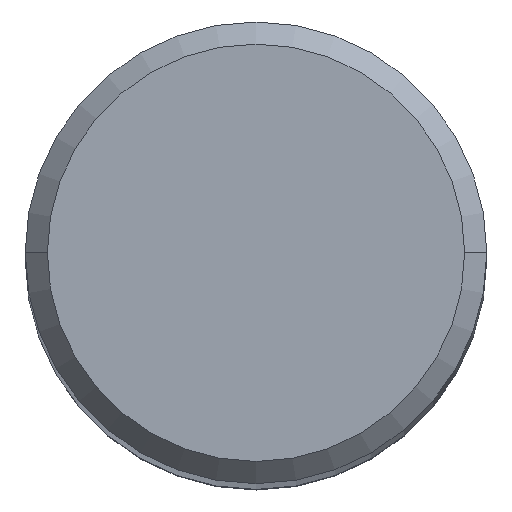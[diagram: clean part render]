
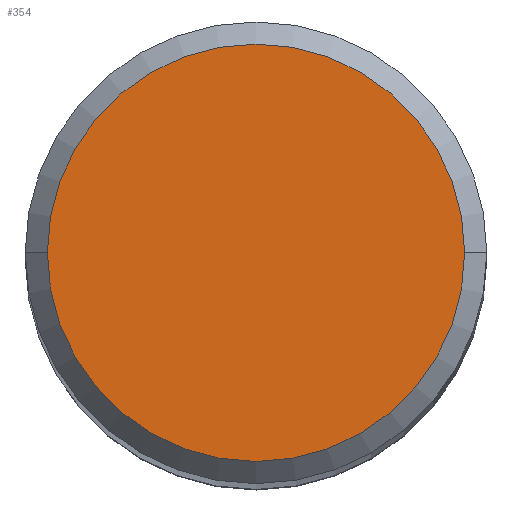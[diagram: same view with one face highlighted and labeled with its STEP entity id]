
A CAD part, top view. The second image highlights one B-rep face of the part: STEP entity #354.
In plain terms, the highlighted planar face has unit normal (0, 0, 1).
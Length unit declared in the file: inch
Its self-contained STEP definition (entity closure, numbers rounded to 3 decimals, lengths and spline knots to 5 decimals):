
#16 = CARTESIAN_POINT ( 'NONE',  ( -0.14125, 0., 2.5 ) ) ;
#17 = DIRECTION ( 'NONE',  ( 1., 0., 0. ) ) ;
#26 = PLANE ( 'NONE',  #136 ) ;
#30 = DIRECTION ( 'NONE',  ( 1., 0., 0. ) ) ;
#48 = CIRCLE ( 'NONE', #227, 0.14125 ) ;
#49 = CARTESIAN_POINT ( 'NONE',  ( 0., 0., 2.5 ) ) ;
#57 = CARTESIAN_POINT ( 'NONE',  ( 0., 0., 2.5 ) ) ;
#136 = AXIS2_PLACEMENT_3D ( 'NONE', #183, #305, #30 ) ;
#146 = DIRECTION ( 'NONE',  ( 0., 0., 1. ) ) ;
#177 = VERTEX_POINT ( 'NONE', #16 ) ;
#183 = CARTESIAN_POINT ( 'NONE',  ( 0., 0., 2.5 ) ) ;
#214 = DIRECTION ( 'NONE',  ( 1., 0., 0. ) ) ;
#227 = AXIS2_PLACEMENT_3D ( 'NONE', #49, #236, #17 ) ;
#235 = EDGE_CURVE ( 'NONE', #248, #177, #48, .T. ) ;
#236 = DIRECTION ( 'NONE',  ( 0., 0., 1. ) ) ;
#238 = CARTESIAN_POINT ( 'NONE',  ( 0.14125, 0., 2.5 ) ) ;
#248 = VERTEX_POINT ( 'NONE', #238 ) ;
#262 = EDGE_CURVE ( 'NONE', #177, #248, #297, .T. ) ;
#280 = ORIENTED_EDGE ( 'NONE', *, *, #262, .T. ) ;
#297 = CIRCLE ( 'NONE', #312, 0.14125 ) ;
#300 = FACE_OUTER_BOUND ( 'NONE', #340, .T. ) ;
#305 = DIRECTION ( 'NONE',  ( 0., 0., 1. ) ) ;
#312 = AXIS2_PLACEMENT_3D ( 'NONE', #57, #146, #214 ) ;
#340 = EDGE_LOOP ( 'NONE', ( #280, #344 ) ) ;
#344 = ORIENTED_EDGE ( 'NONE', *, *, #235, .T. ) ;
#354 = ADVANCED_FACE ( 'NONE', ( #300 ), #26, .T. ) ;
